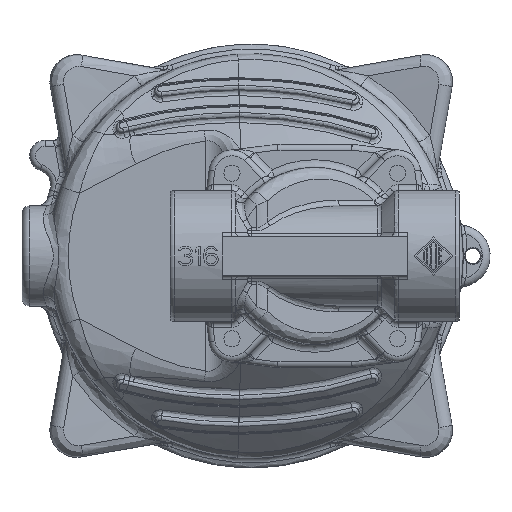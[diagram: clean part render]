
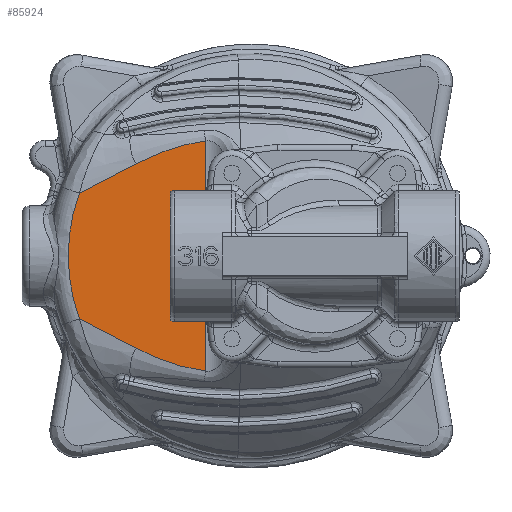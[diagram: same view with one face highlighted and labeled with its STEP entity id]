
A CAD part, front view. The second image highlights one B-rep face of the part: STEP entity #85924.
In plain terms, the highlighted planar face has unit normal (0, -1, 0).
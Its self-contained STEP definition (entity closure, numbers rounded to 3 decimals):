
#61930=CARTESIAN_POINT('',(16.282,6.5,61.122));
#62641=CARTESIAN_POINT('',(29.853,6.5,28.367));
#64268=CARTESIAN_POINT('',(-29.853,6.5,28.367));
#64795=CARTESIAN_POINT('',(0.,6.5,16.5));
#64796=DIRECTION('',(0.,1.,0.));
#64797=DIRECTION('',(-0.343,0.,0.939));
#64798=AXIS2_PLACEMENT_3D('',#64795,#64796,#64797);
#64803=CARTESIAN_POINT('',(0.,6.5,16.5));
#64804=DIRECTION('',(0.,1.,0.));
#64805=DIRECTION('',(-0.003,0.,1.));
#64806=AXIS2_PLACEMENT_3D('',#64803,#64804,#64805);
#64811=CARTESIAN_POINT('',(16.282,6.5,61.122));
#64812=CARTESIAN_POINT('',(17.13,6.5,59.41));
#64813=CARTESIAN_POINT('',(18.825,6.5,56.039));
#64814=CARTESIAN_POINT('',(21.572,6.5,50.901));
#64815=CARTESIAN_POINT('',(23.123,6.5,47.906));
#64816=CARTESIAN_POINT('',(23.862,6.5,46.476));
#64821=CARTESIAN_POINT('',(23.862,6.5,46.476));
#64822=CARTESIAN_POINT('',(25.241,6.5,43.761));
#64823=CARTESIAN_POINT('',(27.856,6.5,38.074));
#64824=CARTESIAN_POINT('',(29.47,6.5,31.644));
#64825=CARTESIAN_POINT('',(29.853,6.5,28.367));
#64830=DIRECTION('',(-1.,0.,0.));
#64831=VECTOR('',#64830,59.706);
#64832=CARTESIAN_POINT('',(29.853,6.5,28.367));
#64833=LINE('',#64832,#64831);
#64837=CARTESIAN_POINT('',(-29.853,6.5,28.367));
#64838=CARTESIAN_POINT('',(-29.47,6.5,
31.644));
#64839=CARTESIAN_POINT('',(-27.856,6.5,
38.074));
#64840=CARTESIAN_POINT('',(-25.241,6.5,
43.761));
#64841=CARTESIAN_POINT('',(-23.862,6.5,46.476));
#64846=CARTESIAN_POINT('',(-23.862,6.5,46.476));
#64847=CARTESIAN_POINT('',(-23.143,6.5,47.868));
#64848=CARTESIAN_POINT('',(-21.619,6.5,
50.813));
#64849=CARTESIAN_POINT('',(-18.83,6.5,
56.03));
#64850=CARTESIAN_POINT('',(-17.132,6.5,
59.406));
#64851=CARTESIAN_POINT('',(-16.282,6.5,
61.122));
#64864=CARTESIAN_POINT('',(-16.282,6.5,
61.122));
#76413=VERTEX_POINT('',#61930);
#76417=VERTEX_POINT('',#64816);
#76452=VERTEX_POINT('',#62641);
#76533=VERTEX_POINT('',#64864);
#76534=VERTEX_POINT('',#64846);
#76566=VERTEX_POINT('',#64268);
#76603=CARTESIAN_POINT('',(-0.134,6.5,64.));
#76604=VERTEX_POINT('',#76603);
#85910=CARTESIAN_POINT('',(0.,6.5,46.184));
#85911=DIRECTION('',(0.,1.,0.));
#85912=DIRECTION('',(0.,0.,-1.));
#85913=AXIS2_PLACEMENT_3D('',#85910,#85911,#85912);
#85914=PLANE('',#85913);
#85915=ORIENTED_EDGE('',*,*,#79738,.T.);
#85916=ORIENTED_EDGE('',*,*,#79736,.T.);
#85917=ORIENTED_EDGE('',*,*,#79862,.T.);
#85918=ORIENTED_EDGE('',*,*,#80614,.T.);
#85919=ORIENTED_EDGE('',*,*,#85305,.T.);
#85920=ORIENTED_EDGE('',*,*,#83918,.T.);
#85921=ORIENTED_EDGE('',*,*,#83765,.T.);
#85922=EDGE_LOOP('',(#85915,#85916,#85917,#85918,#85919,#85920,#85921));
#85923=FACE_OUTER_BOUND('',#85922,.F.);
#85924=ADVANCED_FACE('',(#85923),#85914,.F.);
#64799=CIRCLE('',#64798,47.5);
#64807=CIRCLE('',#64806,47.5);
#64817=B_SPLINE_CURVE_WITH_KNOTS('',3,(#64811,#64812,#64813,#64814,#64815,
#64816),.UNSPECIFIED.,.F.,.F.,(4,1,1,4),(0.,0.333,
0.667,1.),.UNSPECIFIED.);
#64826=B_SPLINE_CURVE_WITH_KNOTS('',3,(#64821,#64822,#64823,#64824,#64825),
.UNSPECIFIED.,.F.,.F.,(4,1,4),(0.,0.5,1.),.UNSPECIFIED.);
#64842=B_SPLINE_CURVE_WITH_KNOTS('',3,(#64837,#64838,#64839,#64840,#64841),
.UNSPECIFIED.,.F.,.F.,(4,1,4),(0.,0.5,1.),.UNSPECIFIED.);
#64852=B_SPLINE_CURVE_WITH_KNOTS('',3,(#64846,#64847,#64848,#64849,#64850,
#64851),.UNSPECIFIED.,.F.,.F.,(4,1,1,4),(0.,0.333,
0.667,1.),.UNSPECIFIED.);
#79736=EDGE_CURVE('',#76604,#76413,#64807,.T.);
#79738=EDGE_CURVE('',#76533,#76604,#64799,.T.);
#79862=EDGE_CURVE('',#76413,#76417,#64817,.T.);
#80614=EDGE_CURVE('',#76417,#76452,#64826,.T.);
#83765=EDGE_CURVE('',#76534,#76533,#64852,.T.);
#83918=EDGE_CURVE('',#76566,#76534,#64842,.T.);
#85305=EDGE_CURVE('',#76452,#76566,#64833,.T.);
